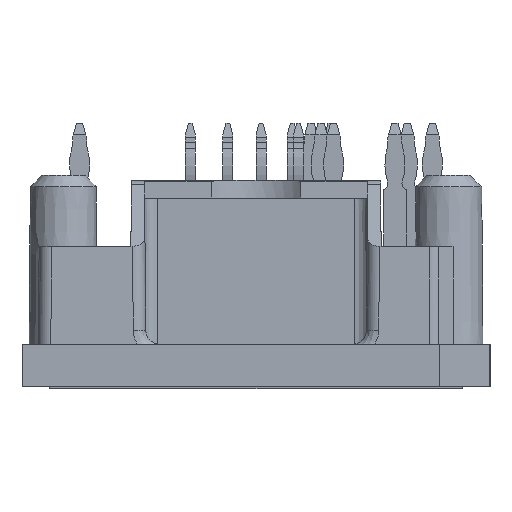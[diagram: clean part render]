
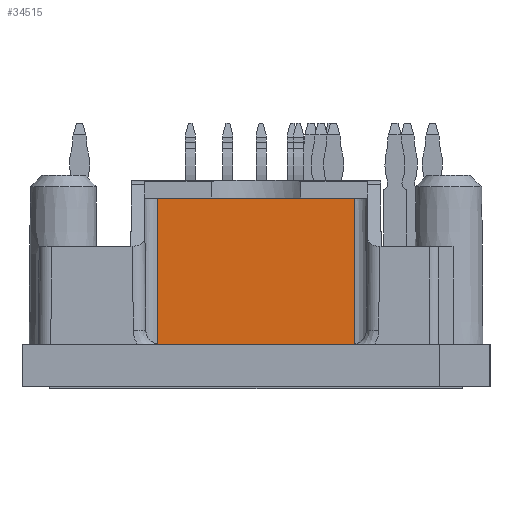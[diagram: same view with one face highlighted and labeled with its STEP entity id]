
A CAD part, left-side view. The second image highlights one B-rep face of the part: STEP entity #34515.
In plain terms, the highlighted planar face has unit normal (-1, 0, -0.009).
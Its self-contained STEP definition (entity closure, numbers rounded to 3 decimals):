
#3762=ORIENTED_EDGE('',*,*,#10014,.T.);
#3763=ORIENTED_EDGE('',*,*,#10035,.T.);
#3764=ORIENTED_EDGE('',*,*,#9757,.T.);
#3765=ORIENTED_EDGE('',*,*,#10036,.F.);
#9757=EDGE_CURVE('',#13065,#13064,#15533,.F.);
#10014=EDGE_CURVE('',#13230,#13229,#15695,.F.);
#10035=EDGE_CURVE('',#13229,#13065,#15707,.T.);
#10036=EDGE_CURVE('',#13230,#13064,#15708,.T.);
#13064=VERTEX_POINT('',#47040);
#13065=VERTEX_POINT('',#47042);
#13229=VERTEX_POINT('',#47625);
#13230=VERTEX_POINT('',#47627);
#15533=LINE('',#47041,#18283);
#15695=LINE('',#47626,#18445);
#15707=LINE('',#47775,#18457);
#15708=LINE('',#47777,#18458);
#18283=VECTOR('',#39699,1000.);
#18445=VECTOR('',#40217,1000.);
#18457=VECTOR('',#40293,1000.);
#18458=VECTOR('',#40296,1000.);
#20906=EDGE_LOOP('',(#3762,#3763,#3764,#3765));
#22424=FACE_BOUND('',#20906,.T.);
#23634=PLANE('',#36275);
#34515=ADVANCED_FACE('',(#22424),#23634,.T.);
#36275=AXIS2_PLACEMENT_3D('',#47776,#40294,#40295);
#39699=DIRECTION('',(0.,-1.,0.));
#40217=DIRECTION('',(0.,1.,0.));
#40293=DIRECTION('',(-0.009,0.,1.));
#40294=DIRECTION('',(-1.,0.,-0.009));
#40295=DIRECTION('',(-0.009,0.,1.));
#40296=DIRECTION('',(-0.009,0.,1.));
#47040=CARTESIAN_POINT('',(-30.136,7.902,15.1));
#47041=CARTESIAN_POINT('',(-30.136,0.,15.1));
#47042=CARTESIAN_POINT('',(-30.136,-7.902,15.1));
#47625=CARTESIAN_POINT('',(-30.015,-7.902,1.3));
#47626=CARTESIAN_POINT('',(-30.015,-18.2,1.3));
#47627=CARTESIAN_POINT('',(-30.015,7.902,1.3));
#47775=CARTESIAN_POINT('',(-30.148,-7.902,16.5));
#47776=CARTESIAN_POINT('',(-30.148,0.,16.5));
#47777=CARTESIAN_POINT('',(-30.148,7.902,16.5));
